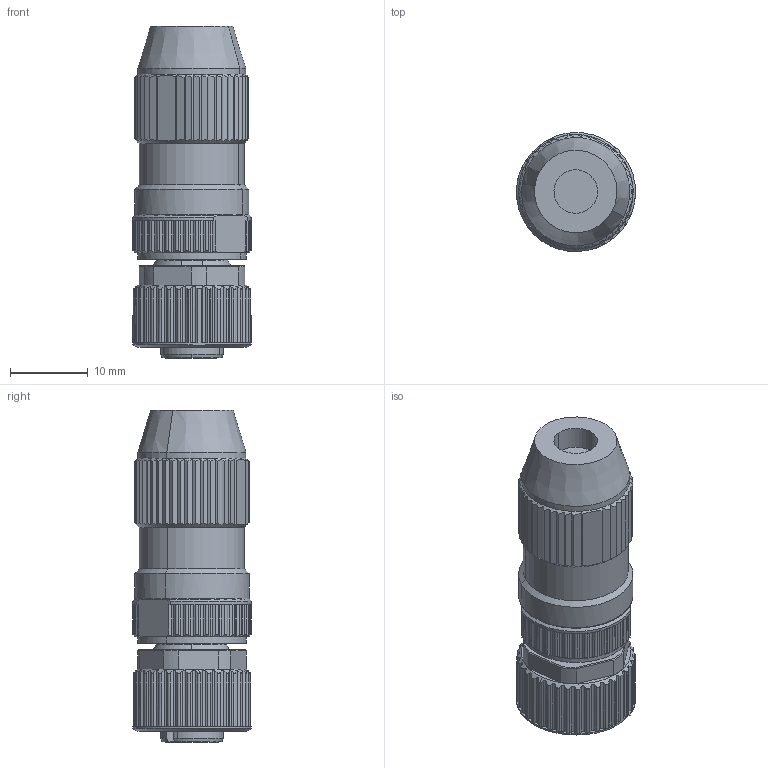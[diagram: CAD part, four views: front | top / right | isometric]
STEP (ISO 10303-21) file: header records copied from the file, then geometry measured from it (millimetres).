
FILE_DESCRIPTION(('CATIA V5 STEP Exchange','CAx-IF Rec.Pracs.--- Model Styling and Organization---1.4--- 2014-01-23'),'2;1');
FILE_NAME ('021350-1_0', '2021-01-11T11:59:03+00:00', ('none'), ('Weidmueller'), 'CATIA Version 5-6 Release 2016 SP3 HF44', 'CATIA V5 STEP AP214', 'none');
FILE_SCHEMA(('AUTOMOTIVE_DESIGN { 1 0 10303 214 1 1 1 1 }'));
Length unit declared in the file: millimetre
Products named in the file (1): 1781540001
Bounding box: 15.29 x 15.29 x 42.65 mm (x, y, z)
Volume: 5946 mm3; surface area: 4129.5 mm2
Topology: 4 solids, 4 shells, 540 faces, 1542 edges, 1025 vertices
Faces by surface type: plane 266, cylinder 192, cone 48, bspline 34
Entity records: 19075 total; most frequent: CARTESIAN_POINT 6470, ORIENTED_EDGE 3084, DIRECTION 1885, EDGE_CURVE 1542, VERTEX_POINT 1025, AXIS2_PLACEMENT_3D 755, VECTOR 647, LINE 647
